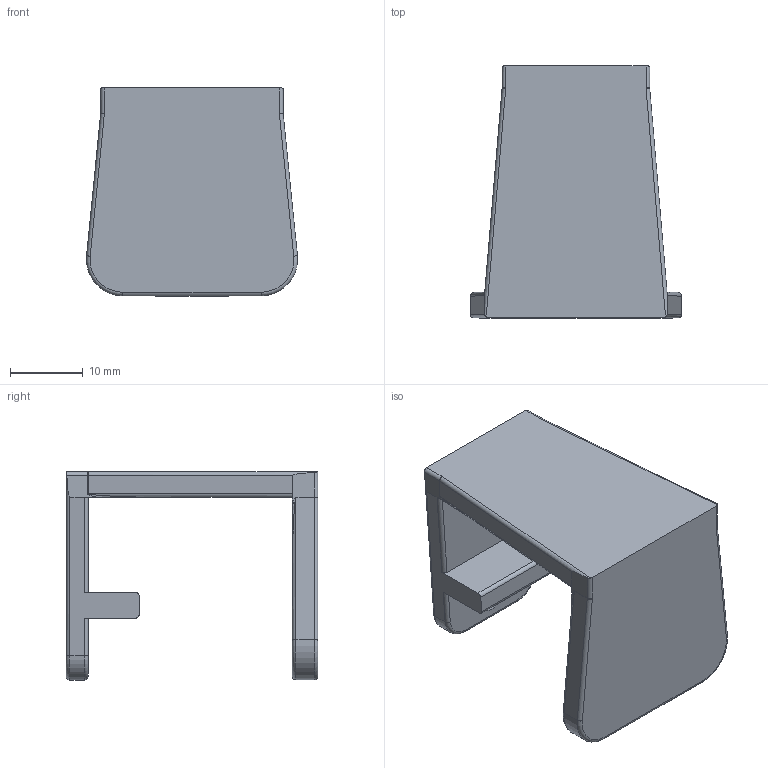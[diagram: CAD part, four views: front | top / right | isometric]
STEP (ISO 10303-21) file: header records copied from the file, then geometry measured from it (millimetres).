
FILE_DESCRIPTION(/* description */ (''),/* implementation_level */ '2;1');
FILE_NAME(/* name */ 'CS_Camera_HD3000_Base_01.ipt.stp',/* time_stamp */ '2016-01-07T16:37:30-08:00',/* author */ ('Philip'),/* organization */ (''),/* preprocessor_version */ 'ST-DEVELOPER v16.1',/* originating_system */ 'Autodesk Inventor 2016',/* authorisation */ '');
FILE_SCHEMA (('AUTOMOTIVE_DESIGN { 1 0 10303 214 3 1 1 }'));
Length unit declared in the file: millimetre
Products named in the file (1): CS_Camera_HD3000_Base_01
Bounding box: 28.93 x 34.5 x 28.52 mm (x, y, z)
Volume: 6873.7 mm3; surface area: 4751.5 mm2
Topology: 1 solids, 1 shells, 73 faces, 179 edges, 108 vertices
Faces by surface type: cylinder 33, plane 22, torus 14, bspline 4
Full cylindrical faces by diameter (mm): 2.145 x1
Entity records: 2325 total; most frequent: CARTESIAN_POINT 553, DIRECTION 392, ORIENTED_EDGE 352, EDGE_CURVE 176, AXIS2_PLACEMENT_3D 154, VERTEX_POINT 108, LINE 84, VECTOR 84
